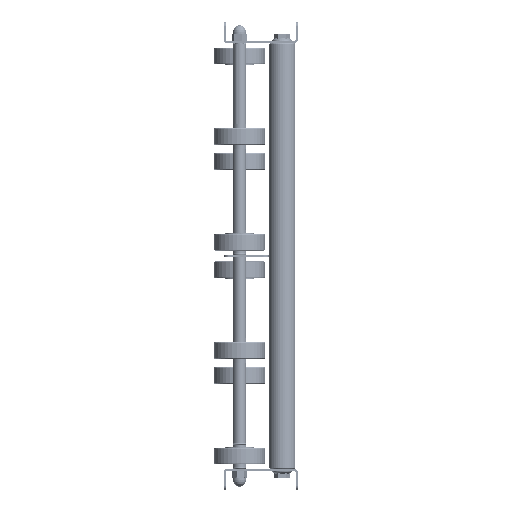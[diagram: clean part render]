
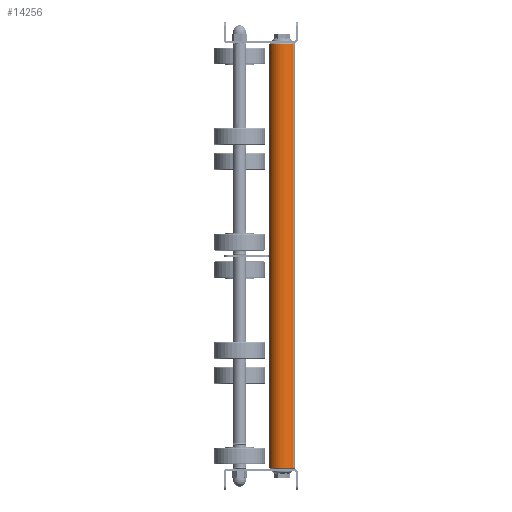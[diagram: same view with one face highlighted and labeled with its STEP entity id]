
A CAD part, left-side view. The second image highlights one B-rep face of the part: STEP entity #14256.
In plain terms, the highlighted cylindrical face has radius 12.5 mm (diameter 25 mm), a partial arc.
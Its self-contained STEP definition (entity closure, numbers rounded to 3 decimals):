
#38 = VERTEX_POINT ( 'NONE', #12044 ) ;
#1392 = ORIENTED_EDGE ( 'NONE', *, *, #10782, .T. ) ;
#2496 = ORIENTED_EDGE ( 'NONE', *, *, #19978, .F. ) ;
#2954 = AXIS2_PLACEMENT_3D ( 'NONE', #18991, #28156, #5306 ) ;
#3492 = LINE ( 'NONE', #12813, #5946 ) ;
#4281 = CYLINDRICAL_SURFACE ( 'NONE', #10641, 12.5 ) ;
#5306 = DIRECTION ( 'NONE',  ( 0., 0., -1. ) ) ;
#5946 = VECTOR ( 'NONE', #12677, 1000. ) ;
#6133 = VERTEX_POINT ( 'NONE', #8672 ) ;
#6236 = CARTESIAN_POINT ( 'NONE',  ( 400., 0., 0. ) ) ;
#7071 = CARTESIAN_POINT ( 'NONE',  ( 1., 0., 0. ) ) ;
#7951 = EDGE_CURVE ( 'NONE', #18602, #6133, #3492, .T. ) ;
#8672 = CARTESIAN_POINT ( 'NONE',  ( 1., 0., 12.5 ) ) ;
#9438 = CARTESIAN_POINT ( 'NONE',  ( 400., 0., -12.5 ) ) ;
#10301 = CARTESIAN_POINT ( 'NONE',  ( 399., 0., -12.5 ) ) ;
#10641 = AXIS2_PLACEMENT_3D ( 'NONE', #6236, #15412, #19901 ) ;
#10782 = EDGE_CURVE ( 'NONE', #21763, #18602, #14967, .T. ) ;
#11198 = FACE_OUTER_BOUND ( 'NONE', #26743, .T. ) ;
#11433 = DIRECTION ( 'NONE',  ( 0., 0., -1. ) ) ;
#12044 = CARTESIAN_POINT ( 'NONE',  ( 1., 0., -12.5 ) ) ;
#12677 = DIRECTION ( 'NONE',  ( -1., 0., 0. ) ) ;
#12813 = CARTESIAN_POINT ( 'NONE',  ( 400., 0., 12.5 ) ) ;
#13748 = ORIENTED_EDGE ( 'NONE', *, *, #7951, .T. ) ;
#14140 = CIRCLE ( 'NONE', #25642, 12.5 ) ;
#14256 = ADVANCED_FACE ( 'NONE', ( #11198 ), #4281, .T. ) ;
#14967 = CIRCLE ( 'NONE', #2954, 12.5 ) ;
#15412 = DIRECTION ( 'NONE',  ( -1., 0., 0. ) ) ;
#15696 = VECTOR ( 'NONE', #27775, 1000. ) ;
#18312 = LINE ( 'NONE', #9438, #15696 ) ;
#18602 = VERTEX_POINT ( 'NONE', #20780 ) ;
#18991 = CARTESIAN_POINT ( 'NONE',  ( 399., 0., 0. ) ) ;
#19901 = DIRECTION ( 'NONE',  ( 0., 0., 1. ) ) ;
#19978 = EDGE_CURVE ( 'NONE', #21763, #38, #18312, .T. ) ;
#20780 = CARTESIAN_POINT ( 'NONE',  ( 399., 0., 12.5 ) ) ;
#21763 = VERTEX_POINT ( 'NONE', #10301 ) ;
#25398 = DIRECTION ( 'NONE',  ( 1., 0., 0. ) ) ;
#25460 = ORIENTED_EDGE ( 'NONE', *, *, #27499, .T. ) ;
#25642 = AXIS2_PLACEMENT_3D ( 'NONE', #7071, #25398, #11433 ) ;
#26743 = EDGE_LOOP ( 'NONE', ( #2496, #1392, #13748, #25460 ) ) ;
#27499 = EDGE_CURVE ( 'NONE', #6133, #38, #14140, .T. ) ;
#27775 = DIRECTION ( 'NONE',  ( -1., 0., 0. ) ) ;
#28156 = DIRECTION ( 'NONE',  ( -1., 0., 0. ) ) ;
